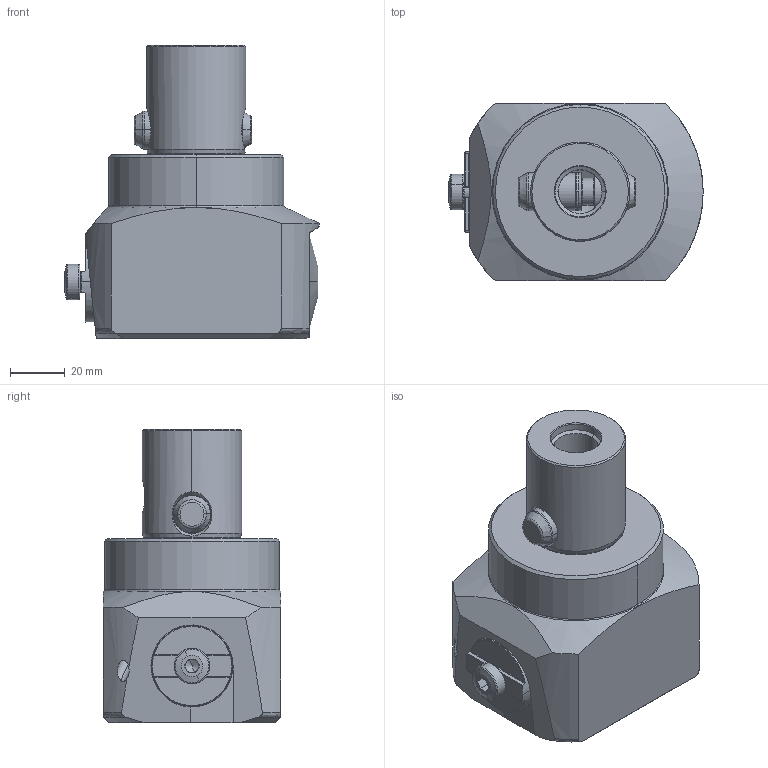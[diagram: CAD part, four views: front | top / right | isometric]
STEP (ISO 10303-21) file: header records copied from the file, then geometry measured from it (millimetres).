
FILE_DESCRIPTION(('no description'),'unknown implementation level');
FILE_NAME('4563BF7B-FD1C-43D5-87E0-C06BE0CB1B37_export.stp',' ',('CIMSOURCE GmbH'),('CADClick - KiM GmbH - www.kimweb.de'),'unknown preprocess','ACIS','unknown authorization');
FILE_SCHEMA(('automotive_design'));
Length unit declared in the file: millimetre
Products named in the file (5): 310.602 Kaiser EWN 100-153(203) X CK6|310.750 Kaiser Werkzeugtr�ger EWN 100-203_Standard;NONE; 310.602 Kaiser EWN 100-153(203) X CK6|690.141 Kaiser ETL M8_SW5X16A_Standard;NONE; 310.602 Kaiser EWN 100-153(203) X CK6|310.631 Kaiser Werkzeugk�rper EWN 100-203 x CK6B_Standard;NONE; 310.602 Kaiser EWN 100-153(203) X CK6|691.506 Kaiser ETL �14 X 43K_Standard|691.526 Mitnehmerbolzen_Standard;NONE; 310.602 Kaiser EWN 100-153(203) X CK6|691.506 Kaiser ETL �14 X 43K_Standard|693.305 Skizze_Standard;NONE
Bounding box: 93.04 x 65 x 107.2 mm (x, y, z)
Volume: 328915.2 mm3; surface area: 52816.5 mm2
Topology: 5 solids, 5 shells, 234 faces, 526 edges, 304 vertices
Faces by surface type: plane 78, cylinder 56, cone 51, torus 38, bspline 11
Entity records: 16166 total; most frequent: CARTESIAN_POINT 4957, DIRECTION 1124, STYLED_ITEM 1058, PRESENTATION_STYLE_ASSIGNMENT 1058, COLOUR_RGB 1058, ORIENTED_EDGE 1040, EDGE_CURVE 520, CURVE_STYLE 520
